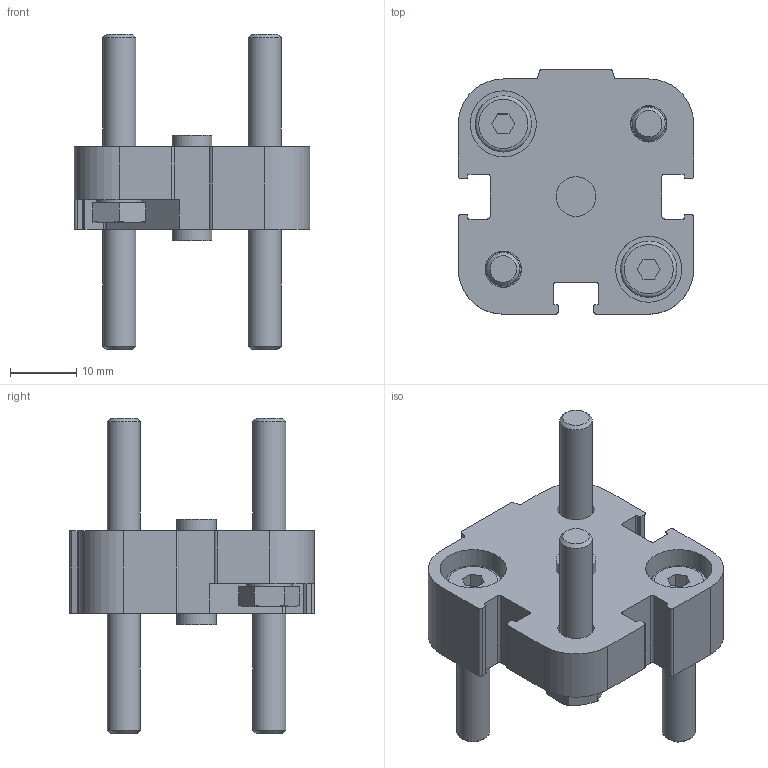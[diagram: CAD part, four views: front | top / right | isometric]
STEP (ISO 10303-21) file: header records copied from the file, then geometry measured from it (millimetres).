
FILE_DESCRIPTION(/* description */ ('STEP AP214'),/* implementation_level */ '2;1');
FILE_NAME(/* name */ '161195_DPVU-20',/* time_stamp */ '2024-08-20T22:49:19+02:00',/* author */ ('License CC BY-ND 4.0'),/* organization */ ('CADENAS'),/* preprocessor_version */ 'ST-DEVELOPER v19.3',/* originating_system */ 'PARTsolutions',/* authorisation */ ' ');
FILE_SCHEMA (('AUTOMOTIVE_DESIGN {1 0 10303 214 3 1 1}'));
Length unit declared in the file: millimetre
Products named in the file (4): 161195 DPVU-20; 161195 DPVU-20 - P; Hexagon bolt DIN 933 - M5x25; DIN-7984 - M5x25(F)
Assembly tree (5 placements, depth 2):
  161195 DPVU-20
    161195 DPVU-20 - P
    Hexagon bolt DIN 933 - M5x25  x2
    DIN-7984 - M5x25(F)  x2
Bounding box: 35.6 x 37 x 47.7 mm (x, y, z)
Volume: 13917.5 mm3; surface area: 7355.9 mm2
Topology: 5 solids, 5 shells, 150 faces, 364 edges, 236 vertices
Faces by surface type: plane 82, cylinder 48, cone 16, torus 4
Full cylindrical faces by diameter (mm): 5 x4, 5.5 x4, 6 x2, 6.88 x2, 8.5 x2, 10 x2
Entity records: 3583 total; most frequent: CARTESIAN_POINT 632, DIRECTION 610, ORIENTED_EDGE 560, EDGE_CURVE 280, AXIS2_PLACEMENT_3D 220, VERTEX_POINT 194, LINE 170, VECTOR 170
